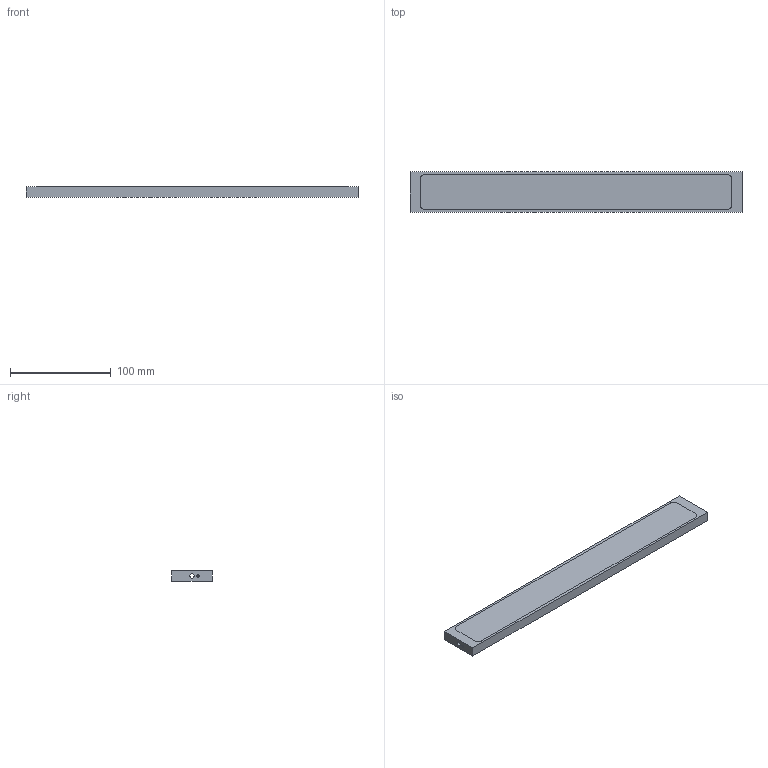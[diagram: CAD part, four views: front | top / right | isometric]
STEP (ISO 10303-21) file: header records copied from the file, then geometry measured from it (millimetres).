
FILE_DESCRIPTION(('CATIA V5 STEP Exchange','CAx-IF Rec.Pracs.--- Model Styling and Organization---1.4--- 2014-01-23','CAx-IF Rec.Pracs.---3D Tessellated Data Validation Properties---0.5---2014-09-14'),'2;1');
FILE_NAME('GW-1068-450.stp','2023-03-20T06:00:53+00:00',('none'),('none'),'CATIA Version 5-6 Release 2018','CATIA V5 STEP AP242','none');
FILE_SCHEMA(('AP242_MANAGED_MODEL_BASED_3D_ENGINEERING_MIM_LF {1 0 10303 442 1 1 4}'));
Length unit declared in the file: millimetre
Products named in the file (1): 光源铝条
Bounding box: 330 x 40 x 10 mm (x, y, z)
Volume: 86681.9 mm3; surface area: 62403.4 mm2
Topology: 2 solids, 2 shells, 49 faces, 126 edges, 84 vertices
Faces by surface type: plane 31, cylinder 18
Entity records: 1443 total; most frequent: ORIENTED_EDGE 252, CARTESIAN_POINT 251, DIRECTION 206, EDGE_CURVE 126, AXIS2_PLACEMENT_3D 85, VERTEX_POINT 84, VECTOR 82, LINE 82
